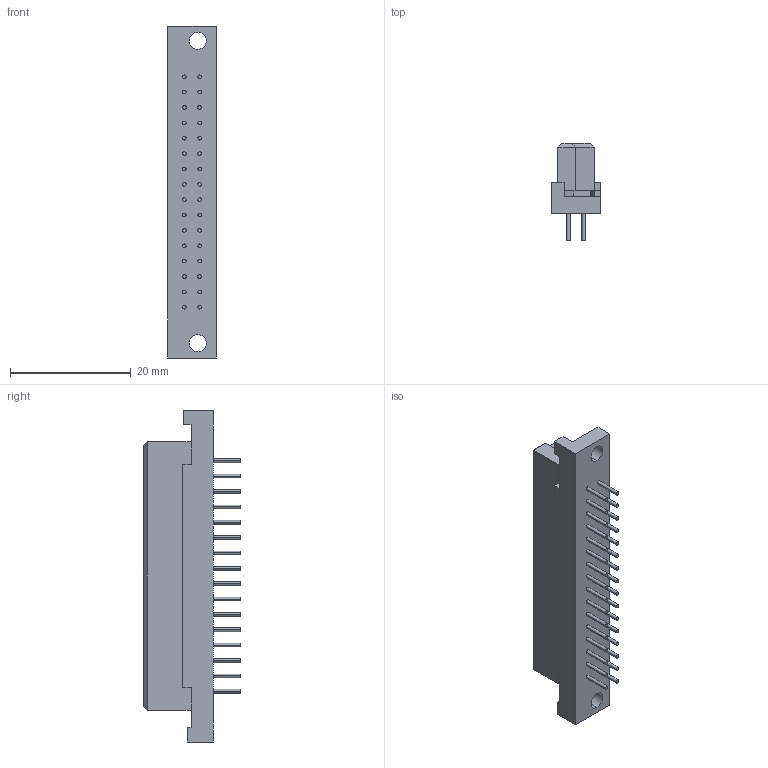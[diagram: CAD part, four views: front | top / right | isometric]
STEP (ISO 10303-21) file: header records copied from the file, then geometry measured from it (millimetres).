
FILE_DESCRIPTION(('STEP AP214'),'1');
FILE_NAME('13593.stp','2017-04-07T17:40:46',('TraceParts'),('TraceParts S.A.'),'Spatial InterOp 3D',' ',' ');
FILE_SCHEMA(('automotive_design'));
Length unit declared in the file: millimetre
Products named in the file (1): 13593
Bounding box: 8 x 16.1 x 54.9 mm (x, y, z)
Volume: 3682.1 mm3; surface area: 2477.4 mm2
Topology: 1 solids, 1 shells, 306 faces, 710 edges, 470 vertices
Faces by surface type: plane 238, cylinder 68
Entity records: 11111 total; most frequent: CARTESIAN_POINT 1487, DIRECTION 1460, ORIENTED_EDGE 1420, EDGE_CURVE 710, LINE 574, VECTOR 574, VERTEX_POINT 470, AXIS2_PLACEMENT_3D 443
